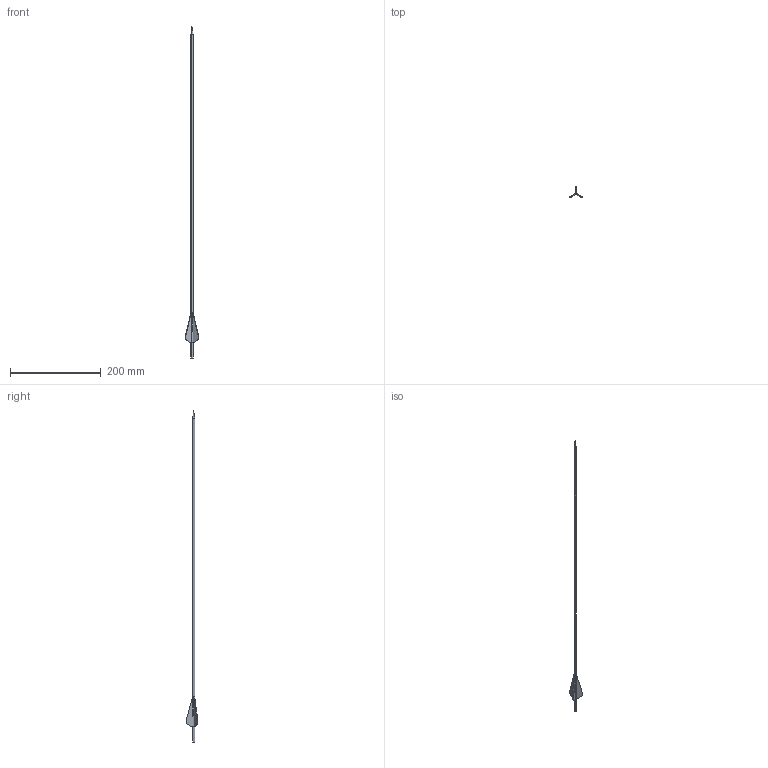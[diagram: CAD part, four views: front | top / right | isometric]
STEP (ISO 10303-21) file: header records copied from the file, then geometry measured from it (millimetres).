
FILE_DESCRIPTION (( 'STEP AP214' ), '1' );
FILE_NAME ('Arrow.STEP', '2021-05-03T02:25:42', ( '' ), ( '' ), 'SwSTEP 2.0', 'SolidWorks 2020', '' );
FILE_SCHEMA (( 'AUTOMOTIVE_DESIGN' ));
Length unit declared in the file: millimetre
Products named in the file (1): Arrow
Bounding box: 30.08 x 26.05 x 731.6 mm (x, y, z)
Volume: 14690.6 mm3; surface area: 14416.4 mm2
Topology: 4 solids, 4 shells, 24 faces, 50 edges, 30 vertices
Faces by surface type: plane 12, cylinder 5, cone 4, bspline 3
Entity records: 949 total; most frequent: CARTESIAN_POINT 164, DIRECTION 94, ORIENTED_EDGE 92, EDGE_CURVE 46, AXIS2_PLACEMENT_3D 32, VERTEX_POINT 30, LINE 30, VECTOR 30
